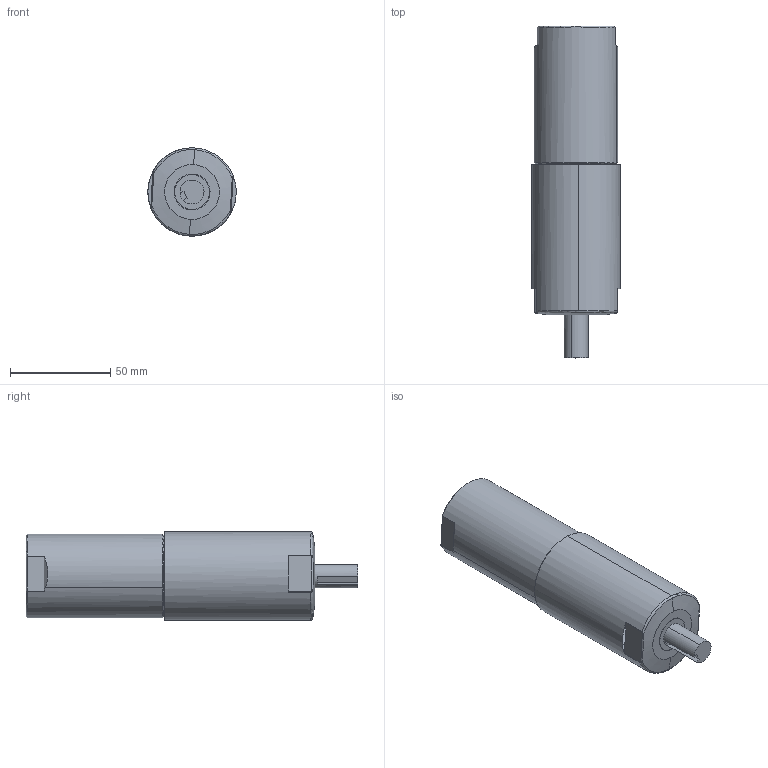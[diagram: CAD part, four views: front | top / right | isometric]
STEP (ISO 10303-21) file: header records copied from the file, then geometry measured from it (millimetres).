
FILE_DESCRIPTION (( 'STEP AP214' ), '1' );
FILE_NAME ('OSM55-055LK.STEP', '2022-01-24T22:15:45', ( '' ), ( '' ), 'SwSTEP 2.0', 'SolidWorks 2021', '' );
FILE_SCHEMA (( 'AUTOMOTIVE_DESIGN' ));
Length unit declared in the file: millimetre
Products named in the file (1): OSM55-055LK
Bounding box: 44.12 x 165.78 x 44.07 mm (x, y, z)
Surface area: 24602.1 mm2 (no closed solid volume)
Topology: 0 solids, 3 shells, 52 faces, 149 edges, 100 vertices
Faces by surface type: plane 19, cylinder 14, cone 10, bspline 6, torus 3
Entity records: 2559 total; most frequent: CARTESIAN_POINT 629, DIRECTION 288, ORIENTED_EDGE 262, EDGE_CURVE 149, AXIS2_PLACEMENT_3D 117, VERTEX_POINT 100, CIRCLE 70, EDGE_LOOP 58
